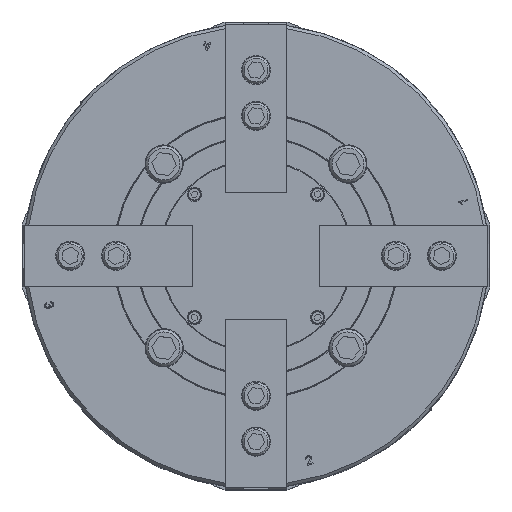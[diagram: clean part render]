
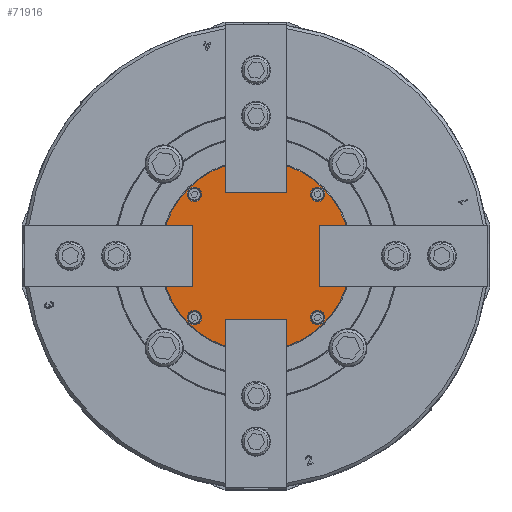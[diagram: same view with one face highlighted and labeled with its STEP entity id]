
A CAD part, top view. The second image highlights one B-rep face of the part: STEP entity #71916.
In plain terms, the highlighted planar face has unit normal (0, 0, 1).
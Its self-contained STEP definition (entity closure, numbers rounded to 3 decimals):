
#1647=CIRCLE('',#76777,4.75);
#1651=CIRCLE('',#76784,4.75);
#1655=CIRCLE('',#76791,4.75);
#1659=CIRCLE('',#76798,4.75);
#1680=CIRCLE('',#76838,62.4);
#1686=CIRCLE('',#76848,62.4);
#1687=CIRCLE('',#76849,62.4);
#1688=CIRCLE('',#76850,62.4);
#9904=ORIENTED_EDGE('',*,*,#27881,.F.);
#9905=ORIENTED_EDGE('',*,*,#27876,.T.);
#9906=ORIENTED_EDGE('',*,*,#27935,.T.);
#9907=ORIENTED_EDGE('',*,*,#27920,.F.);
#9908=ORIENTED_EDGE('',*,*,#27932,.F.);
#9909=ORIENTED_EDGE('',*,*,#27927,.T.);
#9910=ORIENTED_EDGE('',*,*,#27941,.T.);
#9911=ORIENTED_EDGE('',*,*,#27903,.F.);
#9912=ORIENTED_EDGE('',*,*,#27915,.F.);
#9913=ORIENTED_EDGE('',*,*,#27910,.T.);
#9914=ORIENTED_EDGE('',*,*,#27942,.T.);
#9915=ORIENTED_EDGE('',*,*,#27886,.F.);
#9916=ORIENTED_EDGE('',*,*,#27898,.F.);
#9917=ORIENTED_EDGE('',*,*,#27893,.T.);
#9918=ORIENTED_EDGE('',*,*,#27943,.T.);
#9919=ORIENTED_EDGE('',*,*,#27869,.F.);
#9920=ORIENTED_EDGE('',*,*,#27862,.T.);
#9921=ORIENTED_EDGE('',*,*,#27858,.T.);
#9922=ORIENTED_EDGE('',*,*,#27854,.T.);
#9923=ORIENTED_EDGE('',*,*,#27850,.T.);
#27850=EDGE_CURVE('',#37462,#37462,#1647,.T.);
#27854=EDGE_CURVE('',#37466,#37466,#1651,.T.);
#27858=EDGE_CURVE('',#37470,#37470,#1655,.T.);
#27862=EDGE_CURVE('',#37474,#37474,#1659,.T.);
#27869=EDGE_CURVE('',#37481,#37482,#44956,.T.);
#27876=EDGE_CURVE('',#37489,#37488,#44959,.T.);
#27881=EDGE_CURVE('',#37489,#37481,#44964,.T.);
#27886=EDGE_CURVE('',#37495,#37496,#44969,.T.);
#27893=EDGE_CURVE('',#37503,#37502,#44972,.T.);
#27898=EDGE_CURVE('',#37503,#37495,#44977,.T.);
#27903=EDGE_CURVE('',#37509,#37510,#44982,.T.);
#27910=EDGE_CURVE('',#37517,#37516,#44985,.T.);
#27915=EDGE_CURVE('',#37517,#37509,#44990,.T.);
#27920=EDGE_CURVE('',#37523,#37524,#44995,.T.);
#27927=EDGE_CURVE('',#37531,#37530,#44998,.T.);
#27932=EDGE_CURVE('',#37531,#37523,#45003,.T.);
#27935=EDGE_CURVE('',#37488,#37524,#1680,.T.);
#27941=EDGE_CURVE('',#37530,#37510,#1686,.T.);
#27942=EDGE_CURVE('',#37516,#37496,#1687,.T.);
#27943=EDGE_CURVE('',#37502,#37482,#1688,.T.);
#37462=VERTEX_POINT('',#108686);
#37466=VERTEX_POINT('',#108697);
#37470=VERTEX_POINT('',#108708);
#37474=VERTEX_POINT('',#108719);
#37481=VERTEX_POINT('',#108735);
#37482=VERTEX_POINT('',#108737);
#37488=VERTEX_POINT('',#108750);
#37489=VERTEX_POINT('',#108752);
#37495=VERTEX_POINT('',#108770);
#37496=VERTEX_POINT('',#108772);
#37502=VERTEX_POINT('',#108785);
#37503=VERTEX_POINT('',#108787);
#37509=VERTEX_POINT('',#108805);
#37510=VERTEX_POINT('',#108807);
#37516=VERTEX_POINT('',#108820);
#37517=VERTEX_POINT('',#108822);
#37523=VERTEX_POINT('',#108840);
#37524=VERTEX_POINT('',#108842);
#37530=VERTEX_POINT('',#108855);
#37531=VERTEX_POINT('',#108857);
#44956=LINE('',#108736,#53273);
#44959=LINE('',#108751,#53276);
#44964=LINE('',#108760,#53281);
#44969=LINE('',#108771,#53286);
#44972=LINE('',#108786,#53289);
#44977=LINE('',#108795,#53294);
#44982=LINE('',#108806,#53299);
#44985=LINE('',#108821,#53302);
#44990=LINE('',#108830,#53307);
#44995=LINE('',#108841,#53312);
#44998=LINE('',#108856,#53315);
#45003=LINE('',#108865,#53320);
#53273=VECTOR('',#86832,1000.);
#53276=VECTOR('',#86845,1000.);
#53281=VECTOR('',#86852,1000.);
#53286=VECTOR('',#86861,1000.);
#53289=VECTOR('',#86874,1000.);
#53294=VECTOR('',#86881,1000.);
#53299=VECTOR('',#86890,1000.);
#53302=VECTOR('',#86903,1000.);
#53307=VECTOR('',#86910,1000.);
#53312=VECTOR('',#86919,1000.);
#53315=VECTOR('',#86932,1000.);
#53320=VECTOR('',#86939,1000.);
#60495=EDGE_LOOP('',(#9904,#9905,#9906,#9907,#9908,#9909,#9910,#9911,#9912,
#9913,#9914,#9915,#9916,#9917,#9918,#9919));
#60496=EDGE_LOOP('',(#9920));
#60497=EDGE_LOOP('',(#9921));
#60498=EDGE_LOOP('',(#9922));
#60499=EDGE_LOOP('',(#9923));
#64873=FACE_BOUND('',#60495,.T.);
#64874=FACE_BOUND('',#60496,.T.);
#64875=FACE_BOUND('',#60497,.T.);
#64876=FACE_BOUND('',#60498,.T.);
#64877=FACE_BOUND('',#60499,.T.);
#68762=PLANE('',#76847);
#71916=ADVANCED_FACE('',(#64873,#64874,#64875,#64876,#64877),#68762,.F.);
#76777=AXIS2_PLACEMENT_3D('',#108685,#86773,#86774);
#76784=AXIS2_PLACEMENT_3D('',#108696,#86787,#86788);
#76791=AXIS2_PLACEMENT_3D('',#108707,#86801,#86802);
#76798=AXIS2_PLACEMENT_3D('',#108718,#86815,#86816);
#76838=AXIS2_PLACEMENT_3D('',#108870,#86947,#86948);
#76847=AXIS2_PLACEMENT_3D('',#108879,#86965,#86966);
#76848=AXIS2_PLACEMENT_3D('',#108880,#86967,#86968);
#76849=AXIS2_PLACEMENT_3D('',#108881,#86969,#86970);
#76850=AXIS2_PLACEMENT_3D('',#108882,#86971,#86972);
#86773=DIRECTION('',(0.,0.,-1.));
#86774=DIRECTION('',(0.,1.,0.));
#86787=DIRECTION('',(0.,0.,-1.));
#86788=DIRECTION('',(1.,0.,0.));
#86801=DIRECTION('',(0.,0.,-1.));
#86802=DIRECTION('',(0.,-1.,0.));
#86815=DIRECTION('',(0.,0.,-1.));
#86816=DIRECTION('',(-1.,0.,0.));
#86832=DIRECTION('',(1.,0.,0.));
#86845=DIRECTION('',(1.,0.,0.));
#86852=DIRECTION('',(0.,-1.,0.));
#86861=DIRECTION('',(0.,-1.,0.));
#86874=DIRECTION('',(0.,-1.,0.));
#86881=DIRECTION('',(-1.,0.,0.));
#86890=DIRECTION('',(-1.,0.,0.));
#86903=DIRECTION('',(-1.,0.,0.));
#86910=DIRECTION('',(0.,1.,0.));
#86919=DIRECTION('',(0.,1.,0.));
#86932=DIRECTION('',(0.,1.,0.));
#86939=DIRECTION('',(1.,0.,0.));
#86947=DIRECTION('',(0.,0.,1.));
#86948=DIRECTION('',(-1.,0.,0.));
#86965=DIRECTION('',(0.,0.,-1.));
#86966=DIRECTION('',(-1.,0.,0.));
#86967=DIRECTION('',(0.,0.,1.));
#86968=DIRECTION('',(-1.,0.,0.));
#86969=DIRECTION('',(0.,0.,1.));
#86970=DIRECTION('',(-1.,0.,0.));
#86971=DIRECTION('',(0.,0.,1.));
#86972=DIRECTION('',(-1.,0.,0.));
#108685=CARTESIAN_POINT('',(40.305,-40.305,0.));
#108686=CARTESIAN_POINT('',(40.305,-35.555,0.));
#108696=CARTESIAN_POINT('',(-40.305,-40.305,0.));
#108697=CARTESIAN_POINT('',(-35.555,-40.305,0.));
#108707=CARTESIAN_POINT('',(-40.305,40.305,0.));
#108708=CARTESIAN_POINT('',(-40.305,35.555,0.));
#108718=CARTESIAN_POINT('',(40.305,40.305,0.));
#108719=CARTESIAN_POINT('',(35.555,40.305,0.));
#108735=CARTESIAN_POINT('',(49.381,-20.,0.));
#108736=CARTESIAN_POINT('',(49.381,-20.,0.));
#108737=CARTESIAN_POINT('',(59.108,-20.,0.));
#108750=CARTESIAN_POINT('',(59.108,20.,0.));
#108751=CARTESIAN_POINT('',(49.381,20.,0.));
#108752=CARTESIAN_POINT('',(49.381,20.,0.));
#108760=CARTESIAN_POINT('',(49.381,20.,0.));
#108770=CARTESIAN_POINT('',(-20.,-49.381,0.));
#108771=CARTESIAN_POINT('',(-20.,-49.381,0.));
#108772=CARTESIAN_POINT('',(-20.,-59.108,0.));
#108785=CARTESIAN_POINT('',(20.,-59.108,0.));
#108786=CARTESIAN_POINT('',(20.,-49.381,0.));
#108787=CARTESIAN_POINT('',(20.,-49.381,0.));
#108795=CARTESIAN_POINT('',(20.,-49.381,0.));
#108805=CARTESIAN_POINT('',(-49.381,20.,0.));
#108806=CARTESIAN_POINT('',(-49.381,20.,0.));
#108807=CARTESIAN_POINT('',(-59.108,20.,0.));
#108820=CARTESIAN_POINT('',(-59.108,-20.,0.));
#108821=CARTESIAN_POINT('',(-49.381,-20.,0.));
#108822=CARTESIAN_POINT('',(-49.381,-20.,0.));
#108830=CARTESIAN_POINT('',(-49.381,-20.,0.));
#108840=CARTESIAN_POINT('',(20.,49.381,0.));
#108841=CARTESIAN_POINT('',(20.,49.381,0.));
#108842=CARTESIAN_POINT('',(20.,59.108,0.));
#108855=CARTESIAN_POINT('',(-20.,59.108,0.));
#108856=CARTESIAN_POINT('',(-20.,49.381,0.));
#108857=CARTESIAN_POINT('',(-20.,49.381,0.));
#108865=CARTESIAN_POINT('',(-20.,49.381,0.));
#108870=CARTESIAN_POINT('',(0.,0.,0.));
#108879=CARTESIAN_POINT('',(0.,0.,0.));
#108880=CARTESIAN_POINT('',(0.,0.,0.));
#108881=CARTESIAN_POINT('',(0.,0.,0.));
#108882=CARTESIAN_POINT('',(0.,0.,0.));
